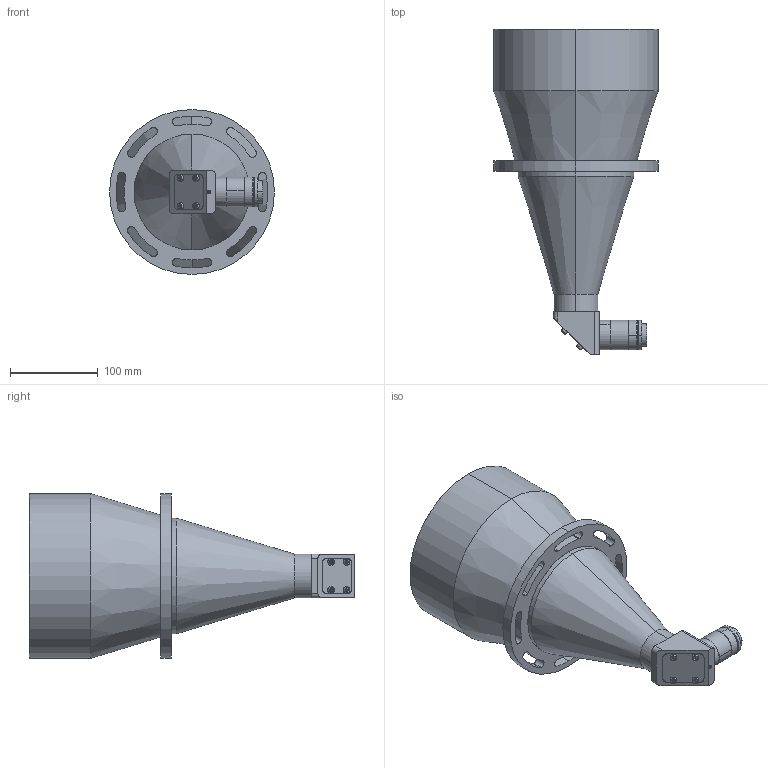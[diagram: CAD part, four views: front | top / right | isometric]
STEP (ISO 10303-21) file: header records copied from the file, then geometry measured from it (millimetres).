
FILE_DESCRIPTION (( 'STEP AP214' ), '1' );
FILE_NAME ('TTL11.5-155-320C.STEP', '2023-05-12T05:35:50', ( '' ), ( '' ), 'SwSTEP 2.0', 'SolidWorks 2022', '' );
FILE_SCHEMA (( 'AUTOMOTIVE_DESIGN' ));
Length unit declared in the file: millimetre
Products named in the file (1): TTL11.5-155-320C
Bounding box: 188 x 371.14 x 188 mm (x, y, z)
Volume: 1902478.6 mm3; surface area: 424138.7 mm2
Topology: 29 solids, 29 shells, 746 faces, 1724 edges, 1074 vertices
Faces by surface type: cylinder 286, plane 221, cone 183, bspline 56
Entity records: 32008 total; most frequent: CARTESIAN_POINT 6122, DIRECTION 3927, ORIENTED_EDGE 3412, EDGE_CURVE 1706, AXIS2_PLACEMENT_3D 1613, VERTEX_POINT 1074, CIRCLE 922, EDGE_LOOP 872
